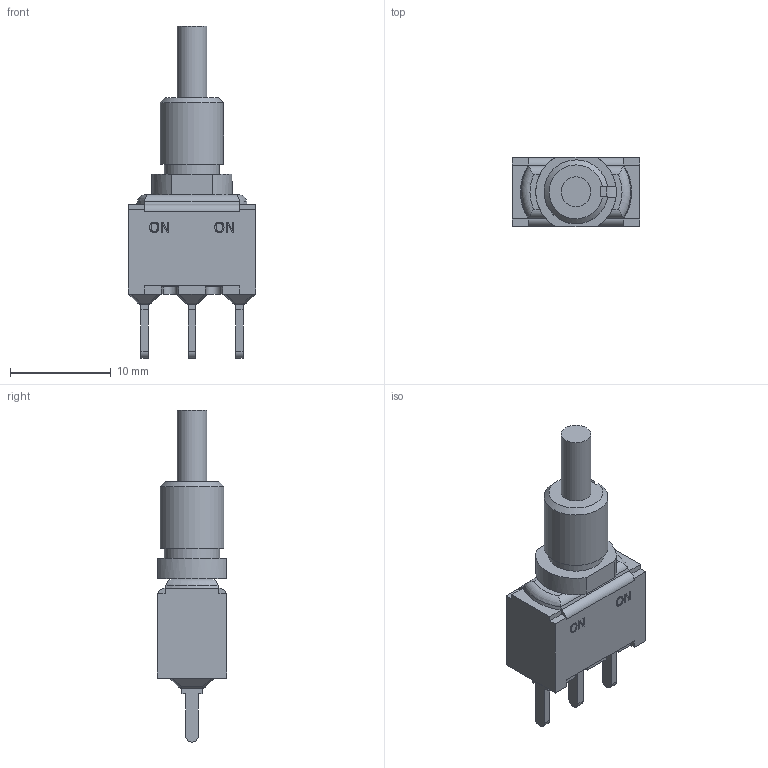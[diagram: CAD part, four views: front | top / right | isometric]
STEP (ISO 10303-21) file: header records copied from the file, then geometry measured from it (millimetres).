
FILE_DESCRIPTION((' '),'2;1');
FILE_NAME('700CSP7B60M2xE.stp','2017-08-02T15:38:25',(' '),(' '),' ','ACIS',' ');
FILE_SCHEMA(('CONFIG_CONTROL_DESIGN'));
Length unit declared in the file: inch
Products named in the file (1): 700CSP7B60M2xE.stp
Bounding box: 12.7 x 6.9 x 32.96 mm (x, y, z)
Volume: 1197.1 mm3; surface area: 984 mm2
Topology: 1 solids, 2 shells, 253 faces, 631 edges, 397 vertices
Faces by surface type: plane 168, cylinder 44, bspline 24, sphere 12, cone 3, torus 2
Full cylindrical faces by diameter (mm): 2.92 x1, 2.946 x1
Entity records: 7682 total; most frequent: CARTESIAN_POINT 1674, ORIENTED_EDGE 1258, DIRECTION 1137, EDGE_CURVE 629, VECTOR 461, LINE 461, VERTEX_POINT 397, AXIS2_PLACEMENT_3D 338
